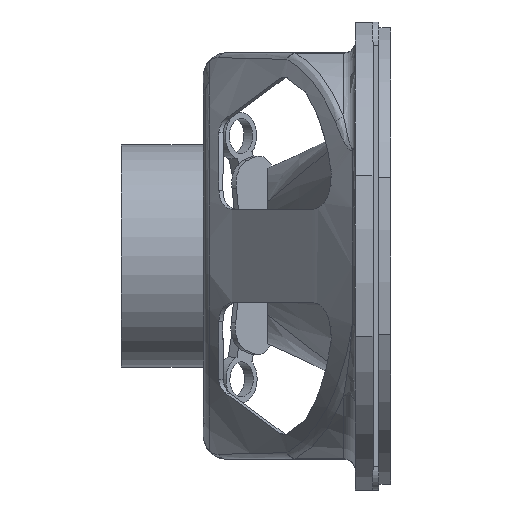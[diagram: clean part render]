
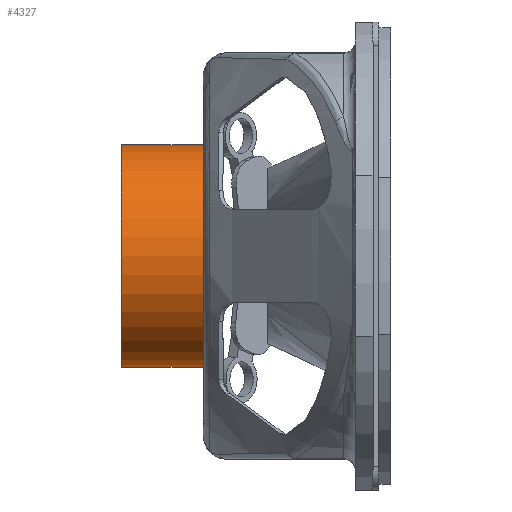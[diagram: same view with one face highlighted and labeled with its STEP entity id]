
A CAD part, left-side view. The second image highlights one B-rep face of the part: STEP entity #4327.
In plain terms, the highlighted cylindrical face has radius 9.5 mm (diameter 19 mm), a full revolution.
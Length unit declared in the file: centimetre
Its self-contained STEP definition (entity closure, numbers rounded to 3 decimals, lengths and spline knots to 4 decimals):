
#419=CIRCLE('',#4685,0.95);
#420=CIRCLE('',#4686,0.95);
#1038=VERTEX_POINT('',#11571);
#1039=VERTEX_POINT('',#11573);
#1982=EDGE_CURVE('',#1038,#1038,#419,.T.);
#1983=EDGE_CURVE('',#1039,#1039,#420,.T.);
#3014=ORIENTED_EDGE('',*,*,#1982,.T.);
#3015=ORIENTED_EDGE('',*,*,#1983,.F.);
#3735=EDGE_LOOP('',(#3014));
#3736=EDGE_LOOP('',(#3015));
#4039=FACE_BOUND('',#3735,.T.);
#4040=FACE_BOUND('',#3736,.T.);
#4327=ADVANCED_FACE('',(#4039,#4040),#15460,.T.);
#4684=AXIS2_PLACEMENT_3D('',#11569,#5431,#5432);
#4685=AXIS2_PLACEMENT_3D('',#11570,#5433,#5434);
#4686=AXIS2_PLACEMENT_3D('',#11572,#5435,#5436);
#5431=DIRECTION('',(0.,1.,0.));
#5432=DIRECTION('',(0.95,0.,0.));
#5433=DIRECTION('',(0.,-1.,0.));
#5434=DIRECTION('',(0.95,0.,0.));
#5435=DIRECTION('',(0.,-1.,0.));
#5436=DIRECTION('',(0.95,0.,0.));
#11569=CARTESIAN_POINT('',(0.,1.3,0.));
#11570=CARTESIAN_POINT('',(0.,2.,0.));
#11571=CARTESIAN_POINT('',(0.95,2.,0.));
#11572=CARTESIAN_POINT('',(0.,1.3,0.));
#11573=CARTESIAN_POINT('',(0.95,1.3,0.));
#15460=CYLINDRICAL_SURFACE('',#4684,0.95);
